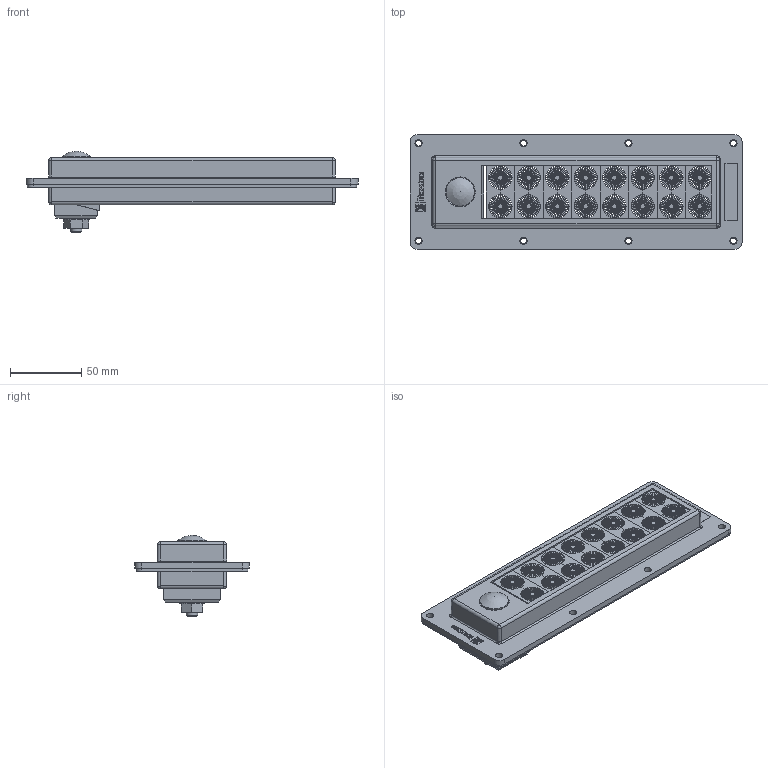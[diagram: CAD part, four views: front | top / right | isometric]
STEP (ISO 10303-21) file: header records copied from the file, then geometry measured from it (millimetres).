
FILE_DESCRIPTION((''),'2;1');
FILE_NAME('COMSEAL16.stp','2013-03-18T11:52:36',('se-jenboh'),(''),'Autodesk Inventor 2012','Autodesk Inventor 2012','');
FILE_SCHEMA(('AUTOMOTIVE_DESIGN { 1 0 10303 214 1 1 1 1 }'));
Length unit declared in the file: millimetre
Products named in the file (14): Comseal 16-16 3D; ASSEMBLY1; NUT; PLASTIC WASHER; COMPRESSION RUBBER; WASHER; O-RING M8; M8 SCREW WITH NECK; PART1; GASKET; MODULES; CM20W40; ~PART1; CORE
Assembly tree (21 placements, depth 4):
  Comseal 16-16 3D
    ASSEMBLY1
      NUT
      PLASTIC WASHER
      COMPRESSION RUBBER
      WASHER
      O-RING M8
      M8 SCREW WITH NECK
      PART1
      GASKET
    MODULES
      CM20W40  x8
        ~PART1
        CORE
Bounding box: 233 x 80.5 x 57 mm (x, y, z)
Volume: 305849.1 mm3; surface area: 306043.8 mm2
Topology: 200 solids, 200 shells, 1782 faces, 4010 edges, 2664 vertices
Faces by surface type: plane 1261, cylinder 477, bspline 32, sphere 8, torus 3, cone 1
Full cylindrical faces by diameter (mm): 2.891 x1, 3.5 x16, 4 x8, 5 x8, 8 x2, 9 x1, 18 x1, 20 x1, 21 x1
Entity records: 22780 total; most frequent: CARTESIAN_POINT 5250, ORIENTED_EDGE 3542, DIRECTION 3418, EDGE_CURVE 1771, VECTOR 1418, LINE 1418, VERTEX_POINT 1189, AXIS2_PLACEMENT_3D 1000
